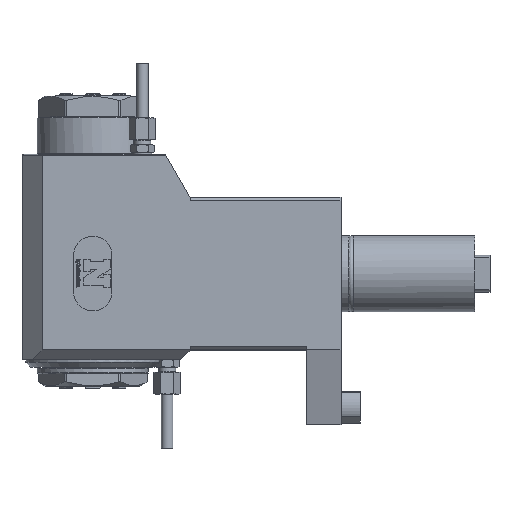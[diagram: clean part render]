
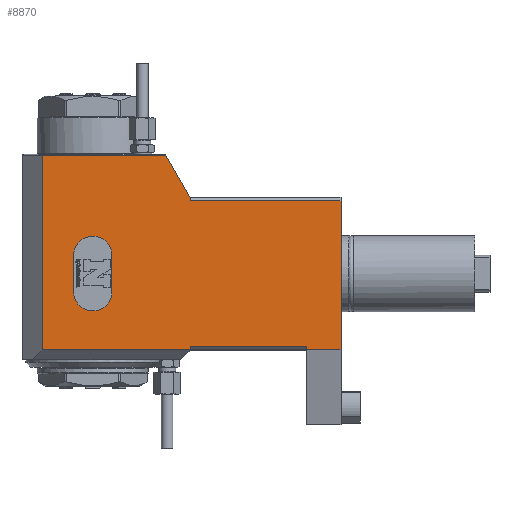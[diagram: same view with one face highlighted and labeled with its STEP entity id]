
A CAD part, top view. The second image highlights one B-rep face of the part: STEP entity #8870.
In plain terms, the highlighted planar face has unit normal (0, 0, 1).
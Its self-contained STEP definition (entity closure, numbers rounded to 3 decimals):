
#415=LINE('',#13239,#1112);
#425=LINE('',#13263,#1122);
#428=LINE('',#13269,#1125);
#444=LINE('',#13301,#1141);
#448=LINE('',#13310,#1145);
#449=LINE('',#13311,#1146);
#450=LINE('',#13313,#1147);
#451=LINE('',#13315,#1148);
#452=LINE('',#13317,#1149);
#453=LINE('',#13319,#1150);
#454=LINE('',#13321,#1151);
#455=LINE('',#13322,#1152);
#456=LINE('',#13327,#1153);
#1112=VECTOR('',#10525,1000.);
#1122=VECTOR('',#10545,1000.);
#1125=VECTOR('',#10550,1000.);
#1141=VECTOR('',#10576,1000.);
#1145=VECTOR('',#10582,1000.);
#1146=VECTOR('',#10583,1000.);
#1147=VECTOR('',#10584,1000.);
#1148=VECTOR('',#10585,1000.);
#1149=VECTOR('',#10586,1000.);
#1150=VECTOR('',#10587,1000.);
#1151=VECTOR('',#10588,1000.);
#1152=VECTOR('',#10589,1000.);
#1153=VECTOR('',#10592,1000.);
#1820=PLANE('',#9481);
#2372=ORIENTED_EDGE('',*,*,#4852,.T.);
#2373=ORIENTED_EDGE('',*,*,#4887,.T.);
#2374=ORIENTED_EDGE('',*,*,#4883,.T.);
#2375=ORIENTED_EDGE('',*,*,#4888,.F.);
#2376=ORIENTED_EDGE('',*,*,#4889,.T.);
#2377=ORIENTED_EDGE('',*,*,#4890,.T.);
#2378=ORIENTED_EDGE('',*,*,#4891,.T.);
#2379=ORIENTED_EDGE('',*,*,#4892,.T.);
#2380=ORIENTED_EDGE('',*,*,#4893,.F.);
#2381=ORIENTED_EDGE('',*,*,#4867,.T.);
#2382=ORIENTED_EDGE('',*,*,#4864,.T.);
#2383=ORIENTED_EDGE('',*,*,#4894,.F.);
#2384=ORIENTED_EDGE('',*,*,#4895,.F.);
#2385=ORIENTED_EDGE('',*,*,#4896,.F.);
#2386=ORIENTED_EDGE('',*,*,#4897,.F.);
#4852=EDGE_CURVE('',#6138,#6137,#415,.T.);
#4864=EDGE_CURVE('',#6145,#6138,#425,.T.);
#4867=EDGE_CURVE('',#6148,#6145,#428,.T.);
#4883=EDGE_CURVE('',#6160,#6161,#444,.T.);
#4887=EDGE_CURVE('',#6137,#6160,#448,.F.);
#4888=EDGE_CURVE('',#6164,#6161,#449,.T.);
#4889=EDGE_CURVE('',#6164,#6165,#450,.T.);
#4890=EDGE_CURVE('',#6165,#6166,#451,.T.);
#4891=EDGE_CURVE('',#6166,#6167,#452,.T.);
#4892=EDGE_CURVE('',#6167,#6168,#453,.T.);
#4893=EDGE_CURVE('',#6148,#6168,#454,.T.);
#4894=EDGE_CURVE('',#6169,#6170,#455,.T.);
#4895=EDGE_CURVE('',#6171,#6169,#6967,.T.);
#4896=EDGE_CURVE('',#6172,#6171,#456,.T.);
#4897=EDGE_CURVE('',#6170,#6172,#6968,.T.);
#6137=VERTEX_POINT('',#13238);
#6138=VERTEX_POINT('',#13240);
#6145=VERTEX_POINT('',#13259);
#6148=VERTEX_POINT('',#13267);
#6160=VERTEX_POINT('',#13302);
#6161=VERTEX_POINT('',#13303);
#6164=VERTEX_POINT('',#13312);
#6165=VERTEX_POINT('',#13314);
#6166=VERTEX_POINT('',#13316);
#6167=VERTEX_POINT('',#13318);
#6168=VERTEX_POINT('',#13320);
#6169=VERTEX_POINT('',#13323);
#6170=VERTEX_POINT('',#13324);
#6171=VERTEX_POINT('',#13326);
#6172=VERTEX_POINT('',#13328);
#6967=CIRCLE('',#9482,10.05);
#6968=CIRCLE('',#9483,10.05);
#7343=EDGE_LOOP('',(#2372,#2373,#2374,#2375,#2376,#2377,#2378,#2379,#2380,
#2381,#2382));
#7344=EDGE_LOOP('',(#2383,#2384,#2385,#2386));
#8024=FACE_BOUND('',#7343,.T.);
#8025=FACE_BOUND('',#7344,.T.);
#8870=ADVANCED_FACE('',(#8024,#8025),#1820,.F.);
#9481=AXIS2_PLACEMENT_3D('',#13309,#10580,#10581);
#9482=AXIS2_PLACEMENT_3D('',#13325,#10590,#10591);
#9483=AXIS2_PLACEMENT_3D('',#13329,#10593,#10594);
#10525=DIRECTION('',(1.,0.,0.));
#10545=DIRECTION('',(0.,-1.,0.));
#10550=DIRECTION('',(1.,0.,0.));
#10576=DIRECTION('',(-1.,0.,0.));
#10580=DIRECTION('',(0.,0.,-1.));
#10581=DIRECTION('',(-1.,0.,0.));
#10582=DIRECTION('',(0.,-1.,0.));
#10583=DIRECTION('',(0.,-1.,0.));
#10584=DIRECTION('',(-0.5,0.866,0.));
#10585=DIRECTION('',(-1.,0.,0.));
#10586=DIRECTION('',(0.,-1.,0.));
#10587=DIRECTION('',(1.,0.,0.));
#10588=DIRECTION('',(0.,-1.,0.));
#10589=DIRECTION('',(0.,-1.,0.));
#10590=DIRECTION('',(0.,0.,1.));
#10591=DIRECTION('',(0.,-1.,0.));
#10592=DIRECTION('',(0.,1.,0.));
#10593=DIRECTION('',(0.,0.,1.));
#10594=DIRECTION('',(0.,1.,0.));
#13238=CARTESIAN_POINT('',(0.,-40.,40.));
#13239=CARTESIAN_POINT('',(-79.,-40.,40.));
#13240=CARTESIAN_POINT('',(-18.,-40.,40.));
#13259=CARTESIAN_POINT('',(-18.,-38.,40.));
#13263=CARTESIAN_POINT('',(-18.,-40.,40.));
#13267=CARTESIAN_POINT('',(-79.,-38.,40.));
#13269=CARTESIAN_POINT('',(-18.,-38.,40.));
#13301=CARTESIAN_POINT('',(-79.,38.,40.));
#13302=CARTESIAN_POINT('',(0.,38.,40.));
#13303=CARTESIAN_POINT('',(-79.,38.,40.));
#13309=CARTESIAN_POINT('',(-79.,-40.,40.));
#13310=CARTESIAN_POINT('',(0.,-40.,40.));
#13311=CARTESIAN_POINT('',(-79.,62.5,40.));
#13312=CARTESIAN_POINT('',(-79.,40.,40.));
#13313=CARTESIAN_POINT('',(-110.743,94.98,40.));
#13314=CARTESIAN_POINT('',(-91.702,62.,40.));
#13315=CARTESIAN_POINT('',(-167.,62.,40.));
#13316=CARTESIAN_POINT('',(-156.5,62.,40.));
#13317=CARTESIAN_POINT('',(-156.5,62.5,40.));
#13318=CARTESIAN_POINT('',(-156.5,-40.,40.));
#13319=CARTESIAN_POINT('',(-167.,-40.,40.));
#13320=CARTESIAN_POINT('',(-79.,-40.,40.));
#13321=CARTESIAN_POINT('',(-79.,62.5,40.));
#13322=CARTESIAN_POINT('',(-140.05,-9.5,40.));
#13323=CARTESIAN_POINT('',(-140.05,9.5,40.));
#13324=CARTESIAN_POINT('',(-140.05,-9.5,40.));
#13325=CARTESIAN_POINT('',(-130.,9.5,40.));
#13326=CARTESIAN_POINT('',(-119.95,9.5,40.));
#13327=CARTESIAN_POINT('',(-119.95,-9.5,40.));
#13328=CARTESIAN_POINT('',(-119.95,-9.5,40.));
#13329=CARTESIAN_POINT('',(-130.,-9.5,40.));
